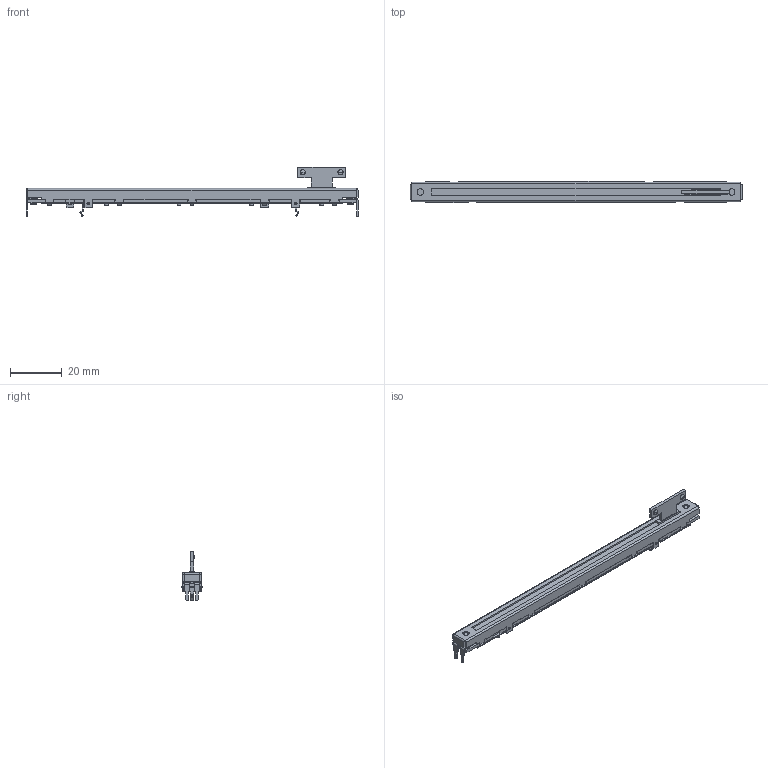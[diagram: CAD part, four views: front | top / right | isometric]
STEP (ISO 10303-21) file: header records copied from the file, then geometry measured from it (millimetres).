
FILE_DESCRIPTION(('FreeCAD Model'),'2;1');
FILE_NAME('RSA0N11S9A0K.step', '2016-09-02T14:35:40',('Author'),(''), 'Open CASCADE STEP processor 6.8','FreeCAD','Unknown');
FILE_SCHEMA(('AUTOMOTIVE_DESIGN_CC2 { 1 2 10303 214 -1 1 5 4 }'));
Length unit declared in the file: millimetre
Products named in the file (2): ASSEMBLY; RSA0N11S9A0K
Assembly tree (1 placements, depth 2):
  ASSEMBLY
    RSA0N11S9A0K
Bounding box: 128 x 8.4 x 19.12 mm (x, y, z)
Volume: 5428.1 mm3; surface area: 4547.5 mm2
Topology: 1 solids, 1 shells, 545 faces, 1453 edges, 930 vertices
Faces by surface type: plane 424, cylinder 103, torus 18
Entity records: 50750 total; most frequent: CARTESIAN_POINT 18520, DIRECTION 5067, LINE 3385, VECTOR 3385, ORIENTED_EDGE 2906, PCURVE 2906, DEFINITIONAL_REPRESENTATION 2906, EDGE_CURVE 1453
